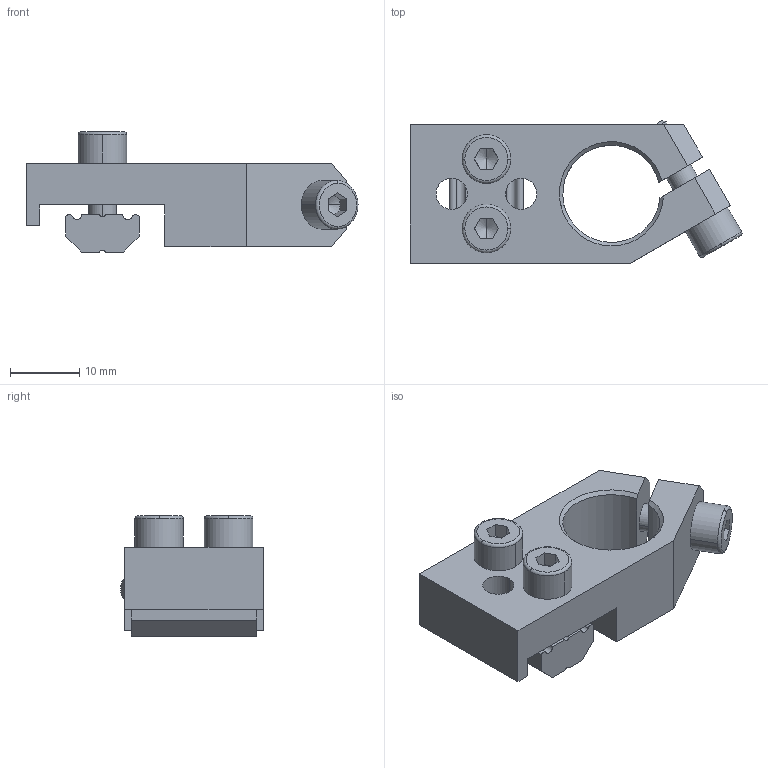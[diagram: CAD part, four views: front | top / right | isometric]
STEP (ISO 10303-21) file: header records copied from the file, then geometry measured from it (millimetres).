
FILE_DESCRIPTION(('starvars output'),'2;1');
FILE_NAME('1-103-03-00_WST L 14 U.stp','07:54:34 2012/03/28',( 'web2CAD AG, germany'),('web2CAD AG, germany'),'unknown preprocess', 'ACIS','unknown authorization');
FILE_SCHEMA(('AUTOMOTIVE_DESIGN_CC2 {UNKNOWN IMPLEMENTATION LEVEL}'));
Length unit declared in the file: millimetre
Products named in the file (2): PRODUCT_ID_1; PRODUCT_ID_2
Bounding box: 47.79 x 20.55 x 17.3 mm (x, y, z)
Volume: 6622.2 mm3; surface area: 4992.7 mm2
Topology: 2 solids, 2 shells, 143 faces, 380 edges, 249 vertices
Faces by surface type: plane 61, cylinder 54, cone 22, torus 6
Entity records: 5276 total; most frequent: CARTESIAN_POINT 816, ORIENTED_EDGE 748, DIRECTION 548, EDGE_CURVE 374, VERTEX_POINT 249, AXIS2_PLACEMENT_3D 185, VECTOR 178, LINE 178
